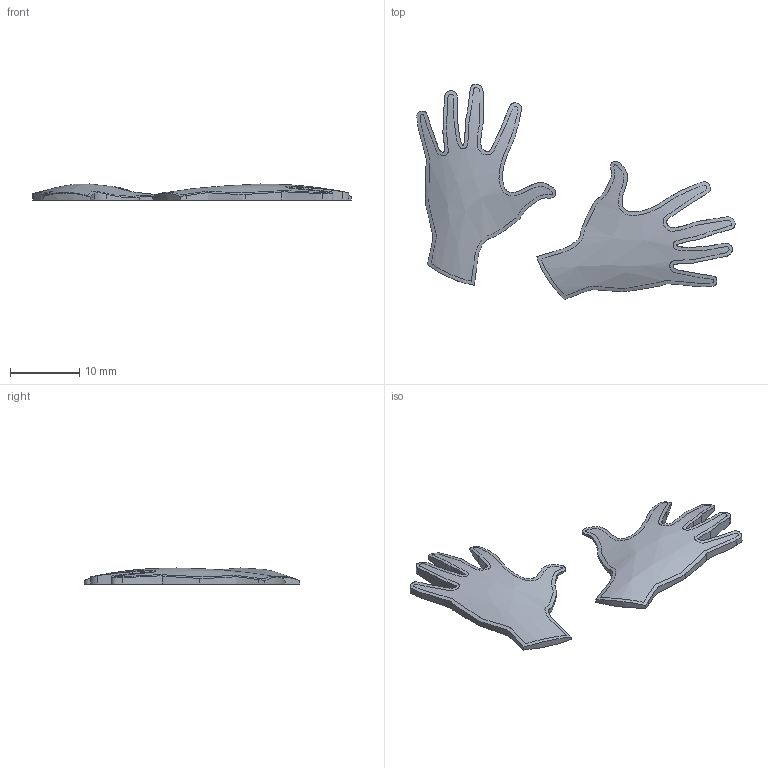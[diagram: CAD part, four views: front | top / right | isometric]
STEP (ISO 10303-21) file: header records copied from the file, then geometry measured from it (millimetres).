
FILE_DESCRIPTION(/* description */ (''),/* implementation_level */ '2;1');
FILE_NAME(/* name */ '201812~4',/* time_stamp */ '2018-12-08T22:07:57+01:00',/* author */ (''),/* organization */ (''),/* preprocessor_version */ 'ST-DEVELOPER v16.5',/* originating_system */ '',/* authorisation */ '');
FILE_SCHEMA (('AUTOMOTIVE_DESIGN'));
Length unit declared in the file: millimetre
Products named in the file (1): Document
Bounding box: 45.96 x 31.16 x 2.32 mm (x, y, z)
Volume: 360.5 mm3; surface area: 1586.9 mm2
Topology: 2 solids, 2 shells, 140 faces, 440 edges, 309 vertices
Faces by surface type: bspline 130, plane 10
Entity records: 13570 total; most frequent: CARTESIAN_POINT 10892, ORIENTED_EDGE 872, B_SPLINE_CURVE_WITH_KNOTS 440, EDGE_CURVE 436, VERTEX_POINT 304, EDGE_LOOP 144, ADVANCED_FACE 140, FACE_OUTER_BOUND 140
